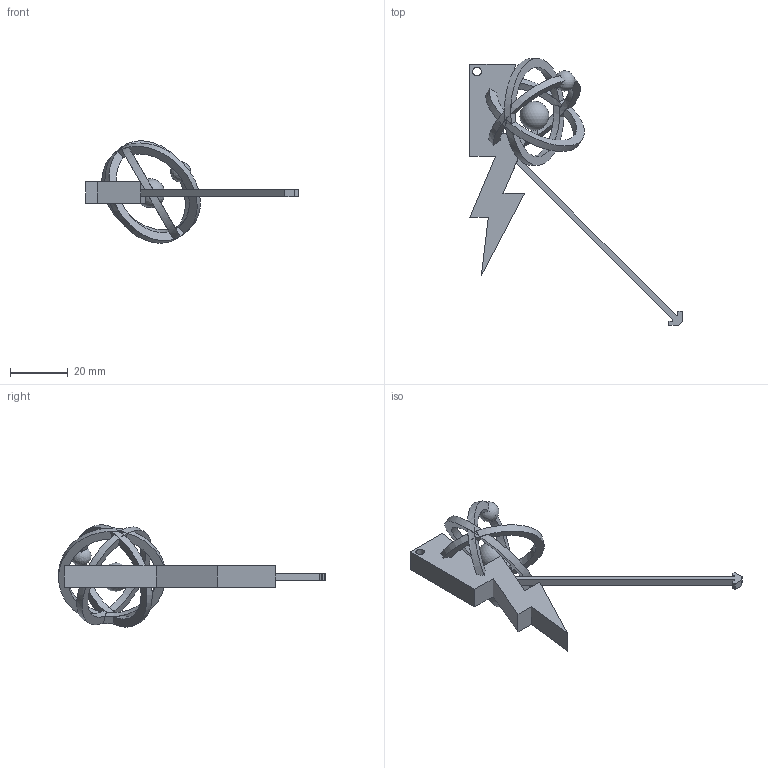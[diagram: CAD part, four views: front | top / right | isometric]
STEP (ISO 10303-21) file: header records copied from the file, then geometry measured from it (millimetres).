
FILE_DESCRIPTION(/* description */ ('STEP AP242 Edition 2','CAx-IF Rec.Pracs.---Representation and Presentation of Product Manufacturing Information (PMI)---4.0---2014-10-13','CAx-IF Rec.Pracs.---3D Tessellated Geometry---0.4---2014-09-14','2;1','CAx-IF Rec.Pracs.---User Defined Attributes---1.5---2016-08-15'),/* implementation_level */ '2;1');
FILE_NAME(/* name */ '692acf85a0efb752b86a1077',/* time_stamp */ '2025-11-29T10:48:38Z',/* author */ (''),/* organization */ (''),/* preprocessor_version */ 'ST-DEVELOPER v20',/* originating_system */ 'ONSHAPE BY PTC INC, 1.207',/* authorisation */ ' ');
FILE_SCHEMA (('AP242_MANAGED_MODEL_BASED_3D_ENGINEERING_MIM_LF { 1 0 10303 442 3 1 4 }'));
Length unit declared in the file: metre
Products named in the file (1): Part 1
Bounding box: 73.58 x 92.45 x 35.48 mm (x, y, z)
Volume: 9089.5 mm3; surface area: 7339.1 mm2
Topology: 1 solids, 1 shells, 84 faces, 260 edges, 174 vertices
Faces by surface type: plane 52, cylinder 30, sphere 2
Full cylindrical faces by diameter (mm): 3 x1
Entity records: 2970 total; most frequent: CARTESIAN_POINT 564, DIRECTION 514, ORIENTED_EDGE 506, EDGE_CURVE 253, AXIS2_PLACEMENT_3D 192, VERTEX_POINT 170, LINE 130, VECTOR 130
